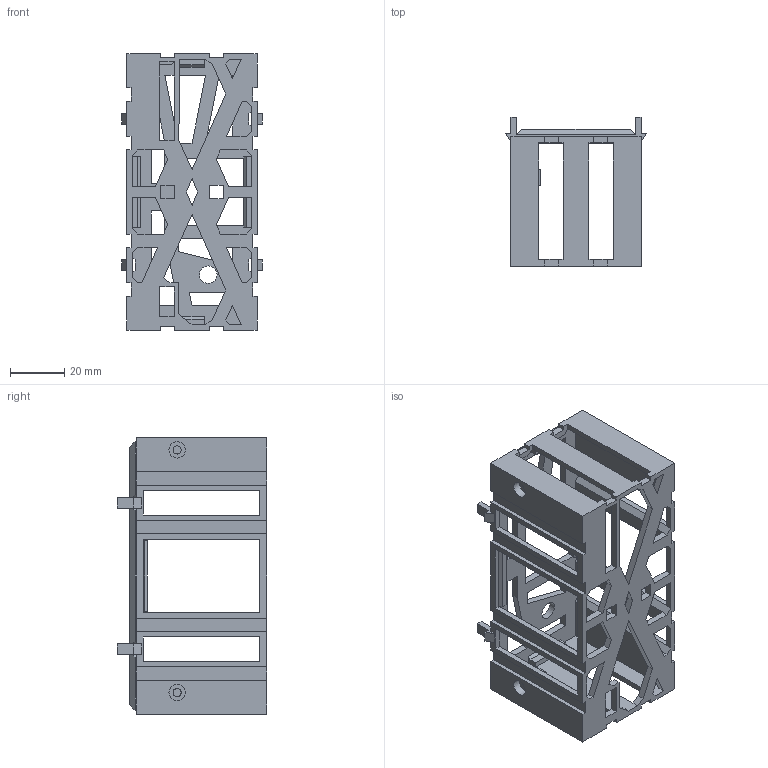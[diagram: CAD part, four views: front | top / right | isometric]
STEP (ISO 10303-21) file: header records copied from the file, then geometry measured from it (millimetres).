
FILE_DESCRIPTION(/* description */ (''),/* implementation_level */ '2;1');
FILE_NAME(/* name */ 'fa7d162f-7290-4925-bd13-82b7d9e95619.stp',/* time_stamp */ '2021-12-10T13:39:33+00:00',/* author */ (''),/* organization */ (''),/* preprocessor_version */ 'ST-DEVELOPER v18.1',/* originating_system */ 'Autodesk Translation Framework v10.10.0.1391',/* authorisation */ '');
FILE_SCHEMA (('AUTOMOTIVE_DESIGN { 1 0 10303 214 3 1 1 }'));
Length unit declared in the file: millimetre
Products named in the file (1): Computer Module
Bounding box: 52 x 55 x 102 mm (x, y, z)
Volume: 35513.9 mm3; surface area: 35678.2 mm2
Topology: 2 solids, 2 shells, 342 faces, 1026 edges, 667 vertices
Faces by surface type: plane 335, cylinder 7
Full cylindrical faces by diameter (mm): 3 x2, 6 x2, 6.5 x1
Entity records: 11426 total; most frequent: ORIENTED_EDGE 2052, CARTESIAN_POINT 2036, DIRECTION 1726, EDGE_CURVE 1026, LINE 1012, VECTOR 1012, VERTEX_POINT 667, EDGE_LOOP 393
